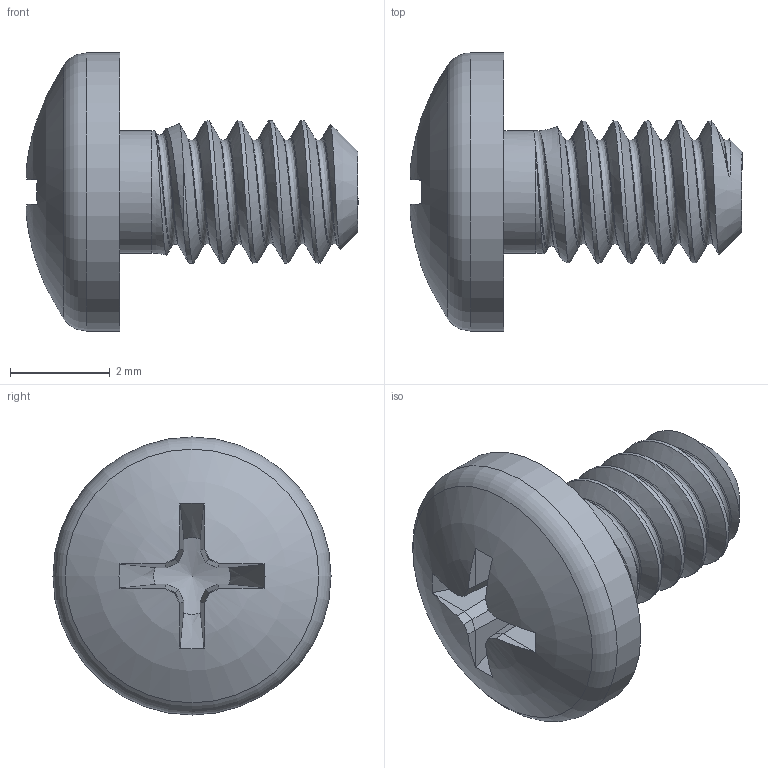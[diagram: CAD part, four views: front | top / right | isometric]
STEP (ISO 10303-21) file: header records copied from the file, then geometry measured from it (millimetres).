
FILE_DESCRIPTION(/* description */ ('STEP AP242','CAx-IF Rec.Pracs.---Representation and Presentation of Product Manufacturing Information (PMI)---4.0---2014-10-13','CAx-IF Rec.Pracs.---3D Tessellated Geometry---0.4---2014-09-14','2;1'),/* implementation_level */ '2;1');
FILE_NAME(/* name */ '66cbf79e4aa79b479f5caf6b',/* time_stamp */ '2024-08-26T03:33:51Z',/* author */ (''),/* organization */ (''),/* preprocessor_version */ 'ST-DEVELOPER v20',/* originating_system */ ' ',/* authorisation */ ' ');
FILE_SCHEMA (('AP242_MANAGED_MODEL_BASED_3D_ENGINEERING_MIM_LF { 1 0 10303 442 1 1 4 }'));
Length unit declared in the file: metre
Products named in the file (2): THE-LAST-SCREW; ASME_PAN_HEAD
Bounding box: 6.64 x 5.56 x 5.56 mm (x, y, z)
Volume: 53.7 mm3; surface area: 161.1 mm2
Topology: 2 solids, 2 shells, 67 faces, 168 edges, 106 vertices
Faces by surface type: plane 38, bspline 19, cylinder 5, torus 2, cone 2, sphere 1
Full cylindrical faces by diameter (mm): 1.841 x1, 1.856 x1, 2.449 x1, 5.563 x1
Entity records: 5134 total; most frequent: CARTESIAN_POINT 3724, ORIENTED_EDGE 306, DIRECTION 223, EDGE_CURVE 153, VERTEX_POINT 100, AXIS2_PLACEMENT_3D 87, FACE_BOUND 77, EDGE_LOOP 76
